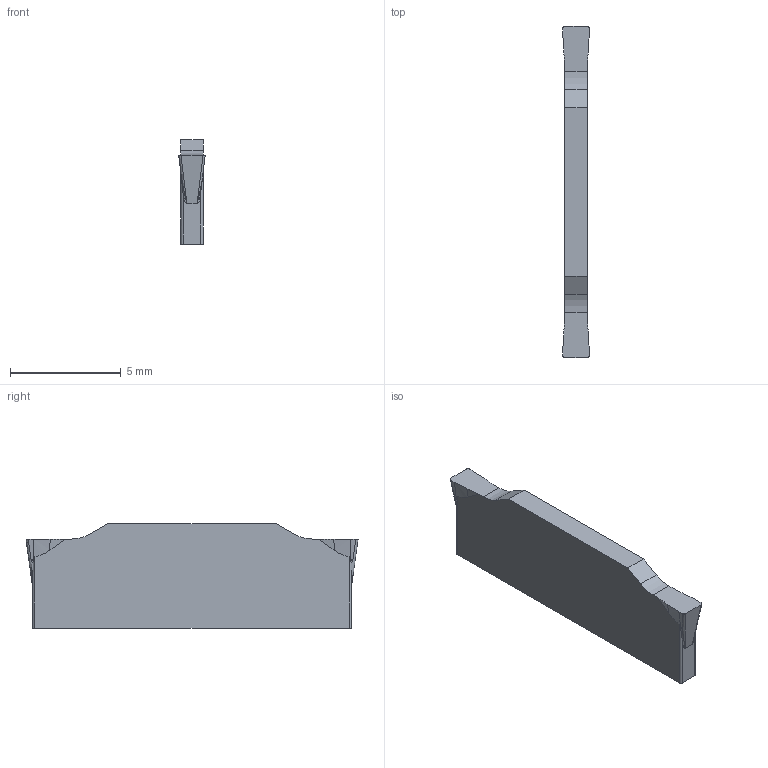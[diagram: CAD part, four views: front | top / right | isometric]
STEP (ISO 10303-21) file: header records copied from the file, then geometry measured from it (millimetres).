
FILE_DESCRIPTION(/* description */ (''),/* implementation_level */ '2;1');
FILE_NAME(/* name */ 'GY2M0120B010N-GS_8.stp',/* time_stamp */ '2022-12-09T09:11:59+09:00',/* author */ (''),/* organization */ (''),/* preprocessor_version */ 'ST-DEVELOPER v16',/* originating_system */ 'SIEMENS PLM Software NX 10.0',/* authorisation */ '');
FILE_SCHEMA (('AUTOMOTIVE_DESIGN { 1 0 10303 214 3 1 1 1 }'));
Length unit declared in the file: millimetre
Products named in the file (1): GY2M0120B010N-GS_8
Bounding box: 1.2 x 15 x 4.72 mm (x, y, z)
Volume: 64.8 mm3; surface area: 167.1 mm2
Topology: 1 solids, 1 shells, 52 faces, 186 edges, 180 vertices
Faces by surface type: plane 22, cylinder 18, bspline 8, extrusion 4
Entity records: 3314 total; most frequent: CARTESIAN_POINT 1707, ORIENTED_EDGE 288, DIRECTION 251, EDGE_CURVE 144, VECTOR 99, LINE 95, VERTEX_POINT 94, AXIS2_PLACEMENT_3D 76
